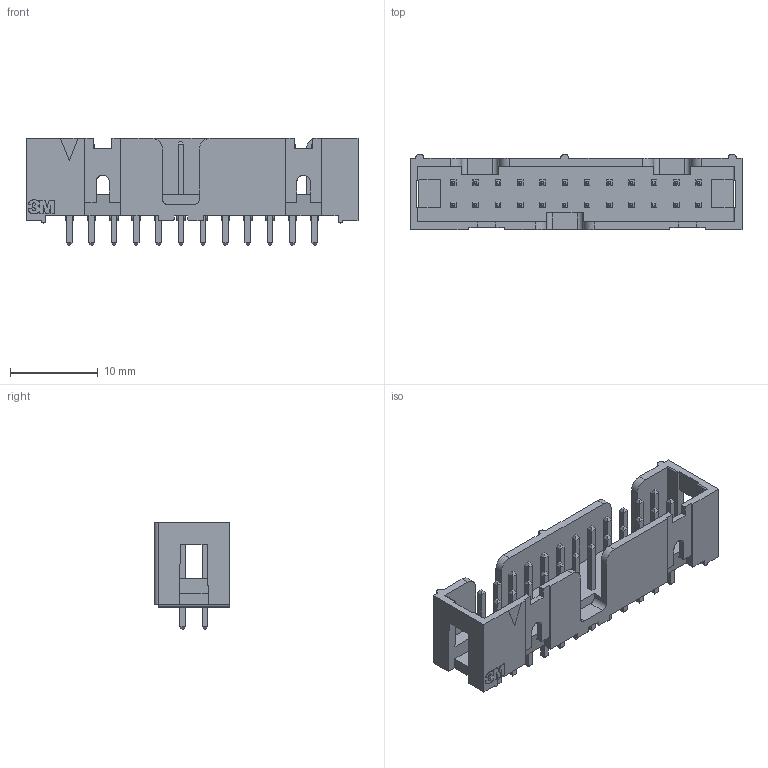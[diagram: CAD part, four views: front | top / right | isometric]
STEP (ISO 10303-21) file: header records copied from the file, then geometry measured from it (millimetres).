
FILE_DESCRIPTION((''),'2;1');
FILE_NAME('3M_N2524-6002RB.stp','2009-02-11T12:06:19',(''),(''),'Mechanical Desktop 2006','Mechanical Desktop 2006',', , ');
FILE_SCHEMA(('AUTOMOTIVE_DESIGN { 1 2 10303 214 0 1 1 1 }'));
Length unit declared in the file: millimetre
Products named in the file (1): Product
Bounding box: 37.8 x 8.64 x 12.24 mm (x, y, z)
Volume: 1167.9 mm3; surface area: 2507 mm2
Topology: 49 solids, 49 shells, 703 faces, 1611 edges, 1014 vertices
Faces by surface type: plane 509, bspline 148, cylinder 46
Entity records: 20009 total; most frequent: CARTESIAN_POINT 5909, ORIENTED_EDGE 3222, DIRECTION 2077, EDGE_CURVE 1611, VERTEX_POINT 1014, VECTOR 965, LINE 965, EDGE_LOOP 719
